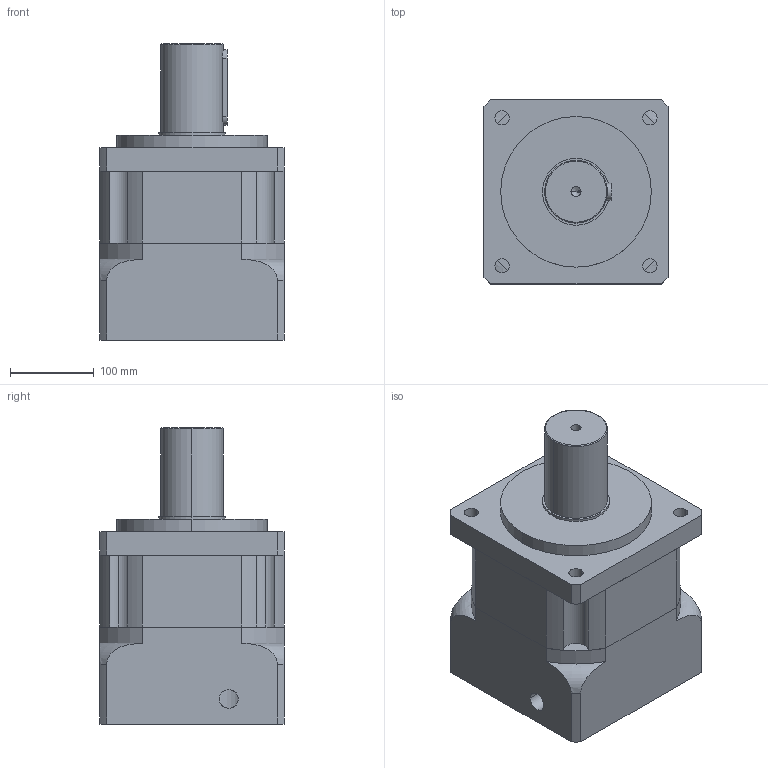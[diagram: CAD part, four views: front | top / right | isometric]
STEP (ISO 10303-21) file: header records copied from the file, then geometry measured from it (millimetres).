
FILE_DESCRIPTION (( 'STEP AP214' ), '1' );
FILE_NAME ('DM220-L1-XX-38-180-215-M12_2019.STEP', '2019-03-18T01:29:13', ( 'Y' ), ( 'NCU' ), 'SwSTEP 2.0', 'SolidWorks 2016', '' );
FILE_SCHEMA (( 'AUTOMOTIVE_DESIGN' ));
Length unit declared in the file: millimetre
Products named in the file (1): DM220-L1-XX-38-180-215-M12_2019
Bounding box: 220 x 220 x 354 mm (x, y, z)
Volume: 10560738.5 mm3; surface area: 648573.1 mm2
Topology: 3 solids, 3 shells, 259 faces, 619 edges, 398 vertices
Faces by surface type: cylinder 115, plane 112, cone 26, torus 6
Entity records: 9148 total; most frequent: CARTESIAN_POINT 2039, DIRECTION 1352, ORIENTED_EDGE 1218, EDGE_CURVE 609, AXIS2_PLACEMENT_3D 503, VERTEX_POINT 398, VECTOR 346, LINE 346
